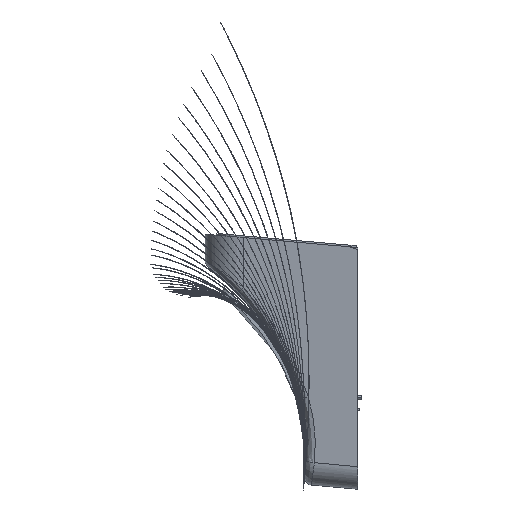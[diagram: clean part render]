
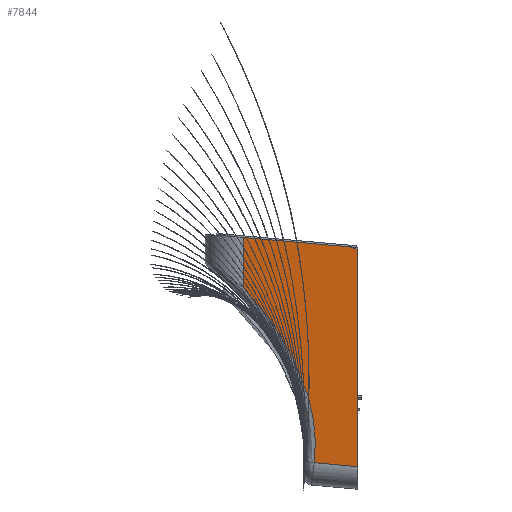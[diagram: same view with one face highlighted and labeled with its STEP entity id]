
A CAD part, top view. The second image highlights one B-rep face of the part: STEP entity #7844.
In plain terms, the highlighted planar face has unit normal (-0.035, -0.127, 0.991).
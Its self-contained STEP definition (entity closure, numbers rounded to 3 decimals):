
#56=DIRECTION('',(-0.996,0.087,-0.024));
#57=VECTOR('',#56,61.325);
#58=CARTESIAN_POINT('',(-5.728,141.301,41.));
#59=LINE('',#58,#57);
#68=CARTESIAN_POINT('',(-66.803,146.644,39.533));
#106=DIRECTION('',(0.,0.992,0.127));
#107=VECTOR('',#106,29.388);
#108=CARTESIAN_POINT('',(-66.803,117.494,35.806));
#109=LINE('',#108,#107);
#110=DIRECTION('',(-0.996,0.091,-0.023));
#111=VECTOR('',#110,25.546);
#112=CARTESIAN_POINT('',(0.,13.113,24.81));
#113=LINE('',#112,#111);
#114=CARTESIAN_POINT('',(-25.434,15.426,24.21));
#115=CARTESIAN_POINT('',(-25.084,18.493,24.615));
#116=CARTESIAN_POINT('',(-24.679,24.687,25.421));
#117=CARTESIAN_POINT('',(-24.989,34.121,26.617));
#118=CARTESIAN_POINT('',(-26.287,43.821,27.811));
#119=CARTESIAN_POINT('',(-27.917,50.53,28.612));
#120=CARTESIAN_POINT('',(-28.953,53.928,29.01));
#122=CARTESIAN_POINT('',(-28.953,53.928,29.01));
#123=CARTESIAN_POINT('',(-29.673,56.286,29.286));
#124=CARTESIAN_POINT('',(-31.184,60.831,29.814));
#125=CARTESIAN_POINT('',(-33.549,67.021,30.522));
#126=CARTESIAN_POINT('',(-36.126,73.003,31.196));
#127=CARTESIAN_POINT('',(-38.885,78.737,31.832));
#128=CARTESIAN_POINT('',(-41.843,84.295,32.439));
#129=CARTESIAN_POINT('',(-45.014,89.714,33.02));
#130=CARTESIAN_POINT('',(-48.446,95.066,33.584));
#131=CARTESIAN_POINT('',(-52.117,100.306,34.125));
#132=CARTESIAN_POINT('',(-56.213,105.664,34.666));
#133=CARTESIAN_POINT('',(-60.95,111.316,35.222));
#134=CARTESIAN_POINT('',(-64.742,115.403,35.611));
#135=CARTESIAN_POINT('',(-66.803,117.494,35.806));
#145=DIRECTION('',(-0.964,0.265,0.));
#146=VECTOR('',#145,5.942);
#147=CARTESIAN_POINT('',(0.,139.724,41.));
#148=LINE('',#147,#146);
#177=DIRECTION('',(0.,0.992,0.127));
#178=VECTOR('',#177,127.642);
#179=CARTESIAN_POINT('',(0.,13.113,24.81));
#180=LINE('',#179,#178);
#2922=CARTESIAN_POINT('',(-25.434,15.426,24.21));
#6776=CARTESIAN_POINT('',(-5.728,141.301,41.));
#6778=VERTEX_POINT('',#6776);
#6827=CARTESIAN_POINT('',(0.,139.724,41.));
#6828=VERTEX_POINT('',#6827);
#6835=CARTESIAN_POINT('',(0.,13.113,24.81));
#6836=VERTEX_POINT('',#6835);
#6847=VERTEX_POINT('',#68);
#6849=CARTESIAN_POINT('',(-66.803,117.494,35.806));
#6850=VERTEX_POINT('',#6849);
#6903=VERTEX_POINT('',#122);
#6919=VERTEX_POINT('',#2922);
#7825=CARTESIAN_POINT('',(-89.,0.,20.));
#7826=DIRECTION('',(0.035,0.127,-0.991));
#7827=DIRECTION('',(0.,0.992,0.127));
#7828=AXIS2_PLACEMENT_3D('',#7825,#7826,#7827);
#7829=PLANE('',#7828);
#7830=ORIENTED_EDGE('',*,*,#7816,.T.);
#7831=ORIENTED_EDGE('',*,*,#7789,.F.);
#7833=ORIENTED_EDGE('',*,*,#7832,.F.);
#7835=ORIENTED_EDGE('',*,*,#7834,.F.);
#7837=ORIENTED_EDGE('',*,*,#7836,.T.);
#7839=ORIENTED_EDGE('',*,*,#7838,.T.);
#7841=ORIENTED_EDGE('',*,*,#7840,.T.);
#7842=EDGE_LOOP('',(#7830,#7831,#7833,#7835,#7837,#7839,#7841));
#7843=FACE_OUTER_BOUND('',#7842,.F.);
#7844=ADVANCED_FACE('',(#7843),#7829,.F.);
#121=B_SPLINE_CURVE_WITH_KNOTS('',3,(#114,#115,#116,#117,#118,#119,#120),
.UNSPECIFIED.,.F.,.F.,(4,1,1,1,4),(0.,0.25,0.5,0.75,1.),
.UNSPECIFIED.);
#136=B_SPLINE_CURVE_WITH_KNOTS('',3,(#122,#123,#124,#125,#126,#127,#128,#129,
#130,#131,#132,#133,#134,#135),.UNSPECIFIED.,.F.,.F.,(4,1,1,1,1,1,1,1,1,1,1,4),(
0.,0.091,0.182,0.273,0.364,
0.455,0.545,0.636,0.727,
0.818,0.909,1.),.UNSPECIFIED.);
#7789=EDGE_CURVE('',#6778,#6847,#59,.T.);
#7816=EDGE_CURVE('',#6850,#6847,#109,.T.);
#7832=EDGE_CURVE('',#6828,#6778,#148,.T.);
#7834=EDGE_CURVE('',#6836,#6828,#180,.T.);
#7836=EDGE_CURVE('',#6836,#6919,#113,.T.);
#7838=EDGE_CURVE('',#6919,#6903,#121,.T.);
#7840=EDGE_CURVE('',#6903,#6850,#136,.T.);
